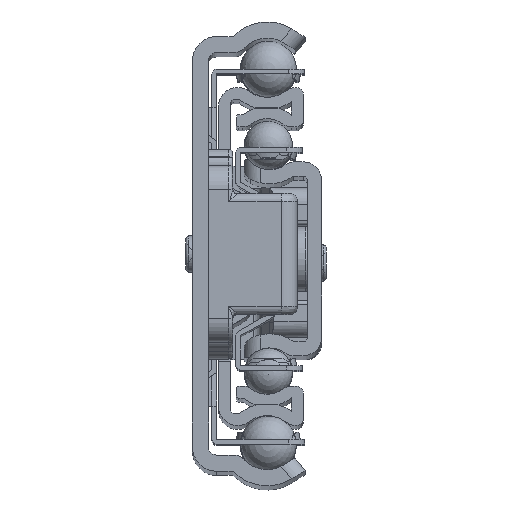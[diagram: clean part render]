
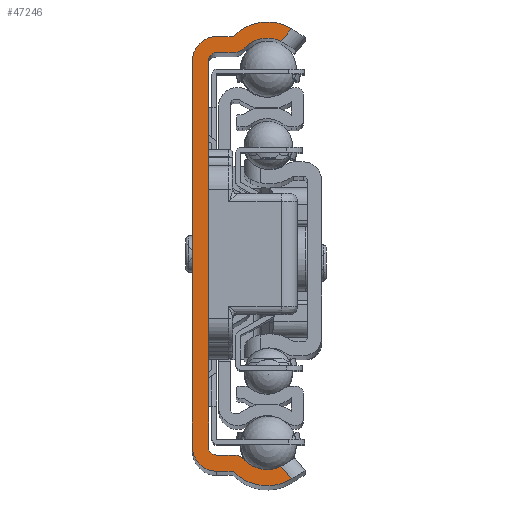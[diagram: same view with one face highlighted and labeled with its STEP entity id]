
A CAD part, top view. The second image highlights one B-rep face of the part: STEP entity #47246.
In plain terms, the highlighted planar face has unit normal (0, 0, 1).
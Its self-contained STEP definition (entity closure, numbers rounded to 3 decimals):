
#2481=PLANE('',#50238);
#4090=LINE('',#71384,#7799);
#4112=LINE('',#71472,#7821);
#4120=LINE('',#71518,#7829);
#4131=LINE('',#71578,#7840);
#4135=LINE('',#71590,#7844);
#4139=LINE('',#71602,#7848);
#4144=LINE('',#71619,#7853);
#4148=LINE('',#71633,#7857);
#7799=VECTOR('',#55954,10.);
#7821=VECTOR('',#56042,10.);
#7829=VECTOR('',#56072,10.);
#7840=VECTOR('',#56119,10.);
#7844=VECTOR('',#56131,10.);
#7848=VECTOR('',#56143,10.);
#7853=VECTOR('',#56164,10.);
#7857=VECTOR('',#56182,10.);
#12116=FACE_OUTER_BOUND('',#14610,.T.);
#14610=EDGE_LOOP('',(#33397,#33398,#33399,#33400,#33401,#33402,#33403,#33404,
#33405,#33406,#33407,#33408,#33409,#33410,#33411,#33412,#33413,#33414));
#17162=CIRCLE('',#50190,5.8);
#17164=CIRCLE('',#50199,3.8);
#17165=CIRCLE('',#50209,3.8);
#17167=CIRCLE('',#50212,2.);
#17169=CIRCLE('',#50216,1.);
#17171=CIRCLE('',#50220,1.);
#17173=CIRCLE('',#50224,2.);
#17175=CIRCLE('',#50228,5.8);
#17177=CIRCLE('',#50232,3.);
#17179=CIRCLE('',#50235,3.);
#19554=VERTEX_POINT('',#71382);
#19555=VERTEX_POINT('',#71383);
#19583=VERTEX_POINT('',#71466);
#19584=VERTEX_POINT('',#71471);
#19591=VERTEX_POINT('',#71493);
#19598=VERTEX_POINT('',#71512);
#19599=VERTEX_POINT('',#71517);
#19603=VERTEX_POINT('',#71533);
#19610=VERTEX_POINT('',#71565);
#19612=VERTEX_POINT('',#71571);
#19614=VERTEX_POINT('',#71577);
#19616=VERTEX_POINT('',#71583);
#19618=VERTEX_POINT('',#71589);
#19620=VERTEX_POINT('',#71595);
#19622=VERTEX_POINT('',#71601);
#19624=VERTEX_POINT('',#71612);
#19626=VERTEX_POINT('',#71618);
#19628=VERTEX_POINT('',#71627);
#24735=EDGE_CURVE('',#19554,#19555,#4090,.T.);
#24778=EDGE_CURVE('',#19583,#19584,#4112,.T.);
#24787=EDGE_CURVE('',#19591,#19583,#17162,.T.);
#24796=EDGE_CURVE('',#19598,#19599,#4120,.T.);
#24802=EDGE_CURVE('',#19603,#19598,#17164,.T.);
#24814=EDGE_CURVE('',#19584,#19610,#17165,.T.);
#24817=EDGE_CURVE('',#19610,#19612,#17167,.T.);
#24820=EDGE_CURVE('',#19612,#19614,#4131,.T.);
#24823=EDGE_CURVE('',#19614,#19616,#17169,.T.);
#24826=EDGE_CURVE('',#19616,#19618,#4135,.T.);
#24829=EDGE_CURVE('',#19618,#19620,#17171,.T.);
#24832=EDGE_CURVE('',#19620,#19622,#4139,.T.);
#24835=EDGE_CURVE('',#19622,#19603,#17173,.T.);
#24838=EDGE_CURVE('',#19599,#19624,#17175,.T.);
#24841=EDGE_CURVE('',#19624,#19626,#4144,.T.);
#24844=EDGE_CURVE('',#19626,#19554,#17177,.T.);
#24846=EDGE_CURVE('',#19555,#19628,#17179,.T.);
#24849=EDGE_CURVE('',#19628,#19591,#4148,.T.);
#33397=ORIENTED_EDGE('',*,*,#24778,.F.);
#33398=ORIENTED_EDGE('',*,*,#24787,.F.);
#33399=ORIENTED_EDGE('',*,*,#24849,.F.);
#33400=ORIENTED_EDGE('',*,*,#24846,.F.);
#33401=ORIENTED_EDGE('',*,*,#24735,.F.);
#33402=ORIENTED_EDGE('',*,*,#24844,.F.);
#33403=ORIENTED_EDGE('',*,*,#24841,.F.);
#33404=ORIENTED_EDGE('',*,*,#24838,.F.);
#33405=ORIENTED_EDGE('',*,*,#24796,.F.);
#33406=ORIENTED_EDGE('',*,*,#24802,.F.);
#33407=ORIENTED_EDGE('',*,*,#24835,.F.);
#33408=ORIENTED_EDGE('',*,*,#24832,.F.);
#33409=ORIENTED_EDGE('',*,*,#24829,.F.);
#33410=ORIENTED_EDGE('',*,*,#24826,.F.);
#33411=ORIENTED_EDGE('',*,*,#24823,.F.);
#33412=ORIENTED_EDGE('',*,*,#24820,.F.);
#33413=ORIENTED_EDGE('',*,*,#24817,.F.);
#33414=ORIENTED_EDGE('',*,*,#24814,.F.);
#47246=ADVANCED_FACE('',(#12116),#2481,.T.);
#50190=AXIS2_PLACEMENT_3D('',#71495,#56054,#56055);
#50199=AXIS2_PLACEMENT_3D('',#71535,#56079,#56080);
#50209=AXIS2_PLACEMENT_3D('',#71566,#56105,#56106);
#50212=AXIS2_PLACEMENT_3D('',#71572,#56112,#56113);
#50216=AXIS2_PLACEMENT_3D('',#71584,#56124,#56125);
#50220=AXIS2_PLACEMENT_3D('',#71596,#56136,#56137);
#50224=AXIS2_PLACEMENT_3D('',#71607,#56148,#56149);
#50228=AXIS2_PLACEMENT_3D('',#71613,#56157,#56158);
#50232=AXIS2_PLACEMENT_3D('',#71624,#56169,#56170);
#50235=AXIS2_PLACEMENT_3D('',#71628,#56175,#56176);
#50238=AXIS2_PLACEMENT_3D('',#71635,#56184,#56185);
#55954=DIRECTION('',(0.,1.,0.));
#56042=DIRECTION('',(-0.653,-0.757,0.));
#56054=DIRECTION('center_axis',(0.,0.,-1.));
#56055=DIRECTION('ref_axis',(-0.525,-0.851,0.));
#56072=DIRECTION('',(0.653,-0.757,0.));
#56079=DIRECTION('center_axis',(0.,0.,1.));
#56080=DIRECTION('ref_axis',(-0.724,-0.69,0.));
#56105=DIRECTION('center_axis',(0.,0.,1.));
#56106=DIRECTION('ref_axis',(0.525,0.851,0.));
#56112=DIRECTION('center_axis',(0.,0.,-1.));
#56113=DIRECTION('ref_axis',(0.,1.,0.));
#56119=DIRECTION('',(-1.,0.,0.));
#56124=DIRECTION('center_axis',(0.,0.,1.));
#56125=DIRECTION('ref_axis',(0.,1.,0.));
#56131=DIRECTION('',(0.,-1.,0.));
#56136=DIRECTION('center_axis',(0.,0.,1.));
#56137=DIRECTION('ref_axis',(-1.,0.,0.));
#56143=DIRECTION('',(1.,0.,0.));
#56148=DIRECTION('center_axis',(0.,0.,-1.));
#56149=DIRECTION('ref_axis',(-0.724,-0.69,0.));
#56157=DIRECTION('center_axis',(0.,0.,-1.));
#56158=DIRECTION('ref_axis',(0.724,0.69,0.));
#56164=DIRECTION('',(-1.,0.,0.));
#56169=DIRECTION('center_axis',(0.,0.,-1.));
#56170=DIRECTION('ref_axis',(1.,0.,0.));
#56175=DIRECTION('center_axis',(0.,0.,-1.));
#56176=DIRECTION('ref_axis',(0.,-1.,0.));
#56182=DIRECTION('',(1.,0.,0.));
#56184=DIRECTION('center_axis',(0.,0.,1.));
#56185=DIRECTION('ref_axis',(1.,0.,0.));
#71382=CARTESIAN_POINT('',(-9.25,-23.9,300.));
#71383=CARTESIAN_POINT('',(-9.25,23.9,300.));
#71384=CARTESIAN_POINT('',(-9.25,-23.9,300.));
#71466=CARTESIAN_POINT('',(3.027,27.848,300.));
#71471=CARTESIAN_POINT('',(1.693,26.302,300.));
#71472=CARTESIAN_POINT('',(-5.642,17.798,300.));
#71493=CARTESIAN_POINT('',(-4.2,26.9,300.));
#71495=CARTESIAN_POINT('Origin',(0.,22.9,
300.));
#71512=CARTESIAN_POINT('',(1.693,-26.302,300.));
#71517=CARTESIAN_POINT('',(3.027,-27.848,300.));
#71518=CARTESIAN_POINT('',(-6.304,-17.031,300.));
#71533=CARTESIAN_POINT('',(-2.752,-25.521,300.));
#71535=CARTESIAN_POINT('Origin',(0.,-22.9,
300.));
#71565=CARTESIAN_POINT('',(-2.752,25.521,300.));
#71566=CARTESIAN_POINT('Origin',(0.,22.9,
300.));
#71571=CARTESIAN_POINT('',(-4.2,24.9,300.));
#71572=CARTESIAN_POINT('Origin',(-4.2,26.9,300.));
#71577=CARTESIAN_POINT('',(-6.25,24.9,300.));
#71578=CARTESIAN_POINT('',(-4.2,24.9,300.));
#71583=CARTESIAN_POINT('',(-7.25,23.9,300.));
#71584=CARTESIAN_POINT('Origin',(-6.25,23.9,300.));
#71589=CARTESIAN_POINT('',(-7.25,-23.9,300.));
#71590=CARTESIAN_POINT('',(-7.25,23.9,300.));
#71595=CARTESIAN_POINT('',(-6.25,-24.9,300.));
#71596=CARTESIAN_POINT('Origin',(-6.25,-23.9,300.));
#71601=CARTESIAN_POINT('',(-4.2,-24.9,300.));
#71602=CARTESIAN_POINT('',(-6.25,-24.9,300.));
#71607=CARTESIAN_POINT('Origin',(-4.2,-26.9,300.));
#71612=CARTESIAN_POINT('',(-4.2,-26.9,300.));
#71613=CARTESIAN_POINT('Origin',(0.,-22.9,
300.));
#71618=CARTESIAN_POINT('',(-6.25,-26.9,300.));
#71619=CARTESIAN_POINT('',(-4.2,-26.9,300.));
#71624=CARTESIAN_POINT('Origin',(-6.25,-23.9,300.));
#71627=CARTESIAN_POINT('',(-6.25,26.9,300.));
#71628=CARTESIAN_POINT('Origin',(-6.25,23.9,300.));
#71633=CARTESIAN_POINT('',(-6.25,26.9,300.));
#71635=CARTESIAN_POINT('Origin',(-5.819,0.,
300.));
